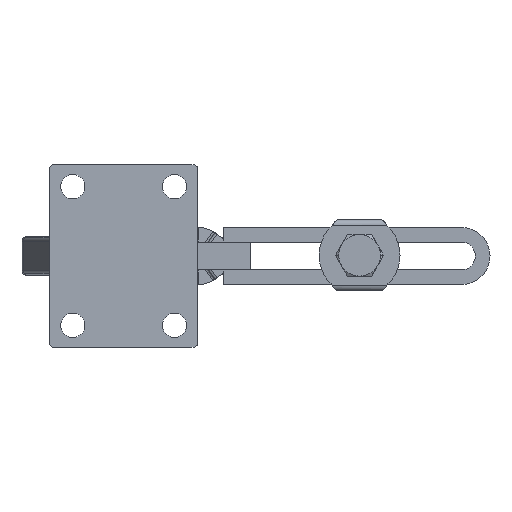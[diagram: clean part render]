
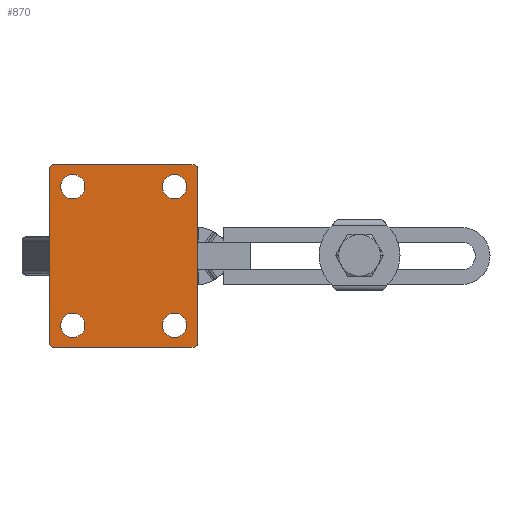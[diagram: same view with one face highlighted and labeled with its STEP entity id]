
A CAD part, front view. The second image highlights one B-rep face of the part: STEP entity #870.
In plain terms, the highlighted planar face has unit normal (0, -1, 0).
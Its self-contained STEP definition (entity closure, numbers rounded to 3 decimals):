
#447=CARTESIAN_POINT('',(99.511,130.75,50.075));
#448=VERTEX_POINT('',#447);
#464=CARTESIAN_POINT('',(99.511,130.75,39.575));
#465=VERTEX_POINT('',#464);
#472=CARTESIAN_POINT('',(99.511,130.75,44.825));
#473=DIRECTION('',(0.0,1.0,0.0));
#474=DIRECTION('',(0.0,0.0,1.0));
#475=AXIS2_PLACEMENT_3D('',#472,#473,#474);
#476=CIRCLE('',#475,5.25);
#477=EDGE_CURVE('',#448,#465,#476,.T.);
#510=CARTESIAN_POINT('',(55.511,130.75,-9.925));
#511=VERTEX_POINT('',#510);
#527=CARTESIAN_POINT('',(55.511,130.75,-20.425));
#528=VERTEX_POINT('',#527);
#535=CARTESIAN_POINT('',(55.511,130.75,-15.175));
#536=DIRECTION('',(0.0,1.0,0.0));
#537=DIRECTION('',(0.0,0.0,1.0));
#538=AXIS2_PLACEMENT_3D('',#535,#536,#537);
#539=CIRCLE('',#538,5.25);
#540=EDGE_CURVE('',#511,#528,#539,.T.);
#573=CARTESIAN_POINT('',(55.511,130.75,50.075));
#574=VERTEX_POINT('',#573);
#590=CARTESIAN_POINT('',(55.511,130.75,39.575));
#591=VERTEX_POINT('',#590);
#598=CARTESIAN_POINT('',(55.511,130.75,44.825));
#599=DIRECTION('',(0.0,1.0,0.0));
#600=DIRECTION('',(0.0,0.0,1.0));
#601=AXIS2_PLACEMENT_3D('',#598,#599,#600);
#602=CIRCLE('',#601,5.25);
#603=EDGE_CURVE('',#574,#591,#602,.T.);
#636=CARTESIAN_POINT('',(99.511,130.75,-9.925));
#637=VERTEX_POINT('',#636);
#653=CARTESIAN_POINT('',(99.511,130.75,-20.425));
#654=VERTEX_POINT('',#653);
#661=CARTESIAN_POINT('',(99.511,130.75,-15.175));
#662=DIRECTION('',(0.0,1.0,0.0));
#663=DIRECTION('',(0.0,0.0,1.0));
#664=AXIS2_PLACEMENT_3D('',#661,#662,#663);
#665=CIRCLE('',#664,5.25);
#666=EDGE_CURVE('',#637,#654,#665,.T.);
#755=CARTESIAN_POINT('',(77.511,130.75,14.825));
#756=DIRECTION('',(0.0,-1.0,0.0));
#757=DIRECTION('',(0.0,0.0,1.0));
#758=AXIS2_PLACEMENT_3D('',#755,#756,#757);
#759=PLANE('',#758);
#760=CARTESIAN_POINT('',(45.511,130.75,-22.675));
#761=VERTEX_POINT('',#760);
#762=CARTESIAN_POINT('',(45.511,130.75,52.325));
#763=VERTEX_POINT('',#762);
#764=CARTESIAN_POINT('',(45.511,130.75,-22.675));
#765=DIRECTION('',(0.0,0.0,1.0));
#766=VECTOR('',#765,75.0);
#767=LINE('',#764,#766);
#768=EDGE_CURVE('',#761,#763,#767,.T.);
#769=ORIENTED_EDGE('',*,*,#768,.F.);
#770=CARTESIAN_POINT('',(47.511,130.75,-24.675));
#771=VERTEX_POINT('',#770);
#772=CARTESIAN_POINT('',(47.511,130.75,-22.675));
#773=DIRECTION('',(0.0,1.0,0.0));
#774=DIRECTION('',(1.0,0.0,0.0));
#775=AXIS2_PLACEMENT_3D('',#772,#773,#774);
#776=CIRCLE('',#775,2.);
#777=EDGE_CURVE('',#771,#761,#776,.T.);
#778=ORIENTED_EDGE('',*,*,#777,.F.);
#779=CARTESIAN_POINT('',(107.511,130.75,-24.675));
#780=VERTEX_POINT('',#779);
#781=CARTESIAN_POINT('',(107.511,130.75,-24.675));
#782=DIRECTION('',(-1.0,0.0,0.0));
#783=VECTOR('',#782,60.);
#784=LINE('',#781,#783);
#785=EDGE_CURVE('',#780,#771,#784,.T.);
#786=ORIENTED_EDGE('',*,*,#785,.F.);
#787=CARTESIAN_POINT('',(109.511,130.75,-22.675));
#788=VERTEX_POINT('',#787);
#789=CARTESIAN_POINT('',(107.511,130.75,-22.675));
#790=DIRECTION('',(0.0,1.0,0.0));
#791=DIRECTION('',(0.0,0.0,1.0));
#792=AXIS2_PLACEMENT_3D('',#789,#790,#791);
#793=CIRCLE('',#792,2.);
#794=EDGE_CURVE('',#788,#780,#793,.T.);
#795=ORIENTED_EDGE('',*,*,#794,.F.);
#796=CARTESIAN_POINT('',(109.511,130.75,52.325));
#797=VERTEX_POINT('',#796);
#798=CARTESIAN_POINT('',(109.511,130.75,52.325));
#799=DIRECTION('',(0.0,0.0,-1.0));
#800=VECTOR('',#799,75.);
#801=LINE('',#798,#800);
#802=EDGE_CURVE('',#797,#788,#801,.T.);
#803=ORIENTED_EDGE('',*,*,#802,.F.);
#804=CARTESIAN_POINT('',(107.511,130.75,54.325));
#805=VERTEX_POINT('',#804);
#806=CARTESIAN_POINT('',(107.511,130.75,52.325));
#807=DIRECTION('',(0.0,1.0,0.0));
#808=DIRECTION('',(-1.0,0.0,0.0));
#809=AXIS2_PLACEMENT_3D('',#806,#807,#808);
#810=CIRCLE('',#809,2.);
#811=EDGE_CURVE('',#805,#797,#810,.T.);
#812=ORIENTED_EDGE('',*,*,#811,.F.);
#813=CARTESIAN_POINT('',(47.511,130.75,54.325));
#814=VERTEX_POINT('',#813);
#815=CARTESIAN_POINT('',(47.511,130.75,54.325));
#816=DIRECTION('',(1.0,0.0,0.0));
#817=VECTOR('',#816,60.);
#818=LINE('',#815,#817);
#819=EDGE_CURVE('',#814,#805,#818,.T.);
#820=ORIENTED_EDGE('',*,*,#819,.F.);
#821=CARTESIAN_POINT('',(47.511,130.75,52.325));
#822=DIRECTION('',(0.0,1.0,0.0));
#823=DIRECTION('',(0.0,0.0,-1.0));
#824=AXIS2_PLACEMENT_3D('',#821,#822,#823);
#825=CIRCLE('',#824,2.);
#826=EDGE_CURVE('',#763,#814,#825,.T.);
#827=ORIENTED_EDGE('',*,*,#826,.F.);
#828=EDGE_LOOP('',(#769,#778,#786,#795,#803,#812,#820,#827));
#829=FACE_OUTER_BOUND('',#828,.T.);
#830=ORIENTED_EDGE('',*,*,#477,.T.);
#831=CARTESIAN_POINT('',(99.511,130.75,44.825));
#832=DIRECTION('',(0.0,1.0,0.0));
#833=DIRECTION('',(0.0,0.0,1.0));
#834=AXIS2_PLACEMENT_3D('',#831,#832,#833);
#835=CIRCLE('',#834,5.25);
#836=EDGE_CURVE('',#465,#448,#835,.T.);
#837=ORIENTED_EDGE('',*,*,#836,.T.);
#838=EDGE_LOOP('',(#830,#837));
#839=FACE_BOUND('',#838,.T.);
#840=ORIENTED_EDGE('',*,*,#540,.T.);
#841=CARTESIAN_POINT('',(55.511,130.75,-15.175));
#842=DIRECTION('',(0.0,1.0,0.0));
#843=DIRECTION('',(0.0,0.0,1.0));
#844=AXIS2_PLACEMENT_3D('',#841,#842,#843);
#845=CIRCLE('',#844,5.25);
#846=EDGE_CURVE('',#528,#511,#845,.T.);
#847=ORIENTED_EDGE('',*,*,#846,.T.);
#848=EDGE_LOOP('',(#840,#847));
#849=FACE_BOUND('',#848,.T.);
#850=ORIENTED_EDGE('',*,*,#603,.T.);
#851=CARTESIAN_POINT('',(55.511,130.75,44.825));
#852=DIRECTION('',(0.0,1.0,0.0));
#853=DIRECTION('',(0.0,0.0,1.0));
#854=AXIS2_PLACEMENT_3D('',#851,#852,#853);
#855=CIRCLE('',#854,5.25);
#856=EDGE_CURVE('',#591,#574,#855,.T.);
#857=ORIENTED_EDGE('',*,*,#856,.T.);
#858=EDGE_LOOP('',(#850,#857));
#859=FACE_BOUND('',#858,.T.);
#860=ORIENTED_EDGE('',*,*,#666,.T.);
#861=CARTESIAN_POINT('',(99.511,130.75,-15.175));
#862=DIRECTION('',(0.0,1.0,0.0));
#863=DIRECTION('',(0.0,0.0,1.0));
#864=AXIS2_PLACEMENT_3D('',#861,#862,#863);
#865=CIRCLE('',#864,5.25);
#866=EDGE_CURVE('',#654,#637,#865,.T.);
#867=ORIENTED_EDGE('',*,*,#866,.T.);
#868=EDGE_LOOP('',(#860,#867));
#869=FACE_BOUND('',#868,.T.);
#870=ADVANCED_FACE('',(#829,#839,#849,#859,#869),#759,.T.);
